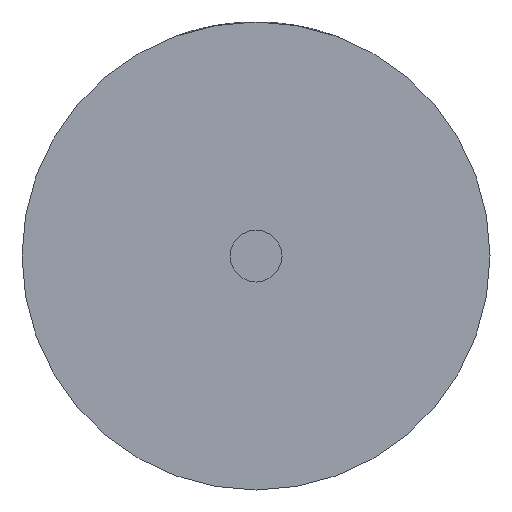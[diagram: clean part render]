
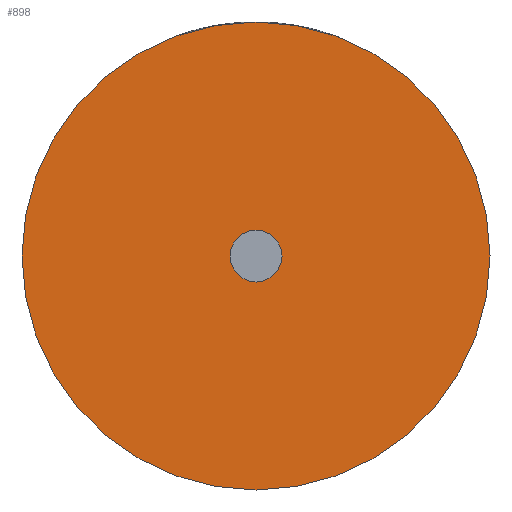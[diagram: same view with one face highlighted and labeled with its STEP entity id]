
A CAD part, front view. The second image highlights one B-rep face of the part: STEP entity #898.
In plain terms, the highlighted planar face has unit normal (0, -1, 0).
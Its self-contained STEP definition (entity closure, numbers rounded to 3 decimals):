
#82 = EDGE_LOOP ( 'NONE', ( #242, #1065 ) ) ;
#102 = DIRECTION ( 'NONE',  ( 0., 0., 1. ) ) ;
#112 = AXIS2_PLACEMENT_3D ( 'NONE', #824, #287, #1155 ) ;
#170 = CARTESIAN_POINT ( 'NONE',  ( 0., 0., -4.5 ) ) ;
#179 = AXIS2_PLACEMENT_3D ( 'NONE', #1136, #1041, #1362 ) ;
#200 = CARTESIAN_POINT ( 'NONE',  ( 0., 0., 0. ) ) ;
#242 = ORIENTED_EDGE ( 'NONE', *, *, #820, .F. ) ;
#287 = DIRECTION ( 'NONE',  ( 0., -1., 0. ) ) ;
#301 = AXIS2_PLACEMENT_3D ( 'NONE', #766, #444, #665 ) ;
#313 = DIRECTION ( 'NONE',  ( 0., 0., 1. ) ) ;
#317 = EDGE_LOOP ( 'NONE', ( #1024, #668 ) ) ;
#377 = CIRCLE ( 'NONE', #886, 0.5 ) ;
#383 = AXIS2_PLACEMENT_3D ( 'NONE', #941, #1169, #313 ) ;
#421 = CIRCLE ( 'NONE', #179, 4.5 ) ;
#444 = DIRECTION ( 'NONE',  ( 0., 1., 0. ) ) ;
#476 = VERTEX_POINT ( 'NONE', #848 ) ;
#485 = VERTEX_POINT ( 'NONE', #523 ) ;
#521 = CIRCLE ( 'NONE', #301, 4.5 ) ;
#523 = CARTESIAN_POINT ( 'NONE',  ( 0., 0., 4.5 ) ) ;
#613 = EDGE_CURVE ( 'NONE', #485, #700, #521, .T. ) ;
#650 = CARTESIAN_POINT ( 'NONE',  ( 0., 0., 0.5 ) ) ;
#665 = DIRECTION ( 'NONE',  ( 0., 0., 1. ) ) ;
#668 = ORIENTED_EDGE ( 'NONE', *, *, #613, .F. ) ;
#700 = VERTEX_POINT ( 'NONE', #170 ) ;
#766 = CARTESIAN_POINT ( 'NONE',  ( 0., 0., 0. ) ) ;
#773 = FACE_BOUND ( 'NONE', #82, .T. ) ;
#785 = EDGE_CURVE ( 'NONE', #700, #485, #421, .T. ) ;
#820 = EDGE_CURVE ( 'NONE', #1073, #476, #377, .T. ) ;
#824 = CARTESIAN_POINT ( 'NONE',  ( 0., 0., 0. ) ) ;
#837 = PLANE ( 'NONE',  #383 ) ;
#848 = CARTESIAN_POINT ( 'NONE',  ( 0., 0., -0.5 ) ) ;
#886 = AXIS2_PLACEMENT_3D ( 'NONE', #200, #1152, #102 ) ;
#898 = ADVANCED_FACE ( 'NONE', ( #773, #999 ), #837, .F. ) ;
#934 = CIRCLE ( 'NONE', #112, 0.5 ) ;
#941 = CARTESIAN_POINT ( 'NONE',  ( 0., 0., 0. ) ) ;
#999 = FACE_OUTER_BOUND ( 'NONE', #317, .T. ) ;
#1024 = ORIENTED_EDGE ( 'NONE', *, *, #785, .F. ) ;
#1041 = DIRECTION ( 'NONE',  ( 0., 1., 0. ) ) ;
#1065 = ORIENTED_EDGE ( 'NONE', *, *, #1260, .F. ) ;
#1073 = VERTEX_POINT ( 'NONE', #650 ) ;
#1136 = CARTESIAN_POINT ( 'NONE',  ( 0., 0., 0. ) ) ;
#1152 = DIRECTION ( 'NONE',  ( 0., -1., 0. ) ) ;
#1155 = DIRECTION ( 'NONE',  ( 0., 0., 1. ) ) ;
#1169 = DIRECTION ( 'NONE',  ( 0., 1., 0. ) ) ;
#1260 = EDGE_CURVE ( 'NONE', #476, #1073, #934, .T. ) ;
#1362 = DIRECTION ( 'NONE',  ( 0., 0., 1. ) ) ;
